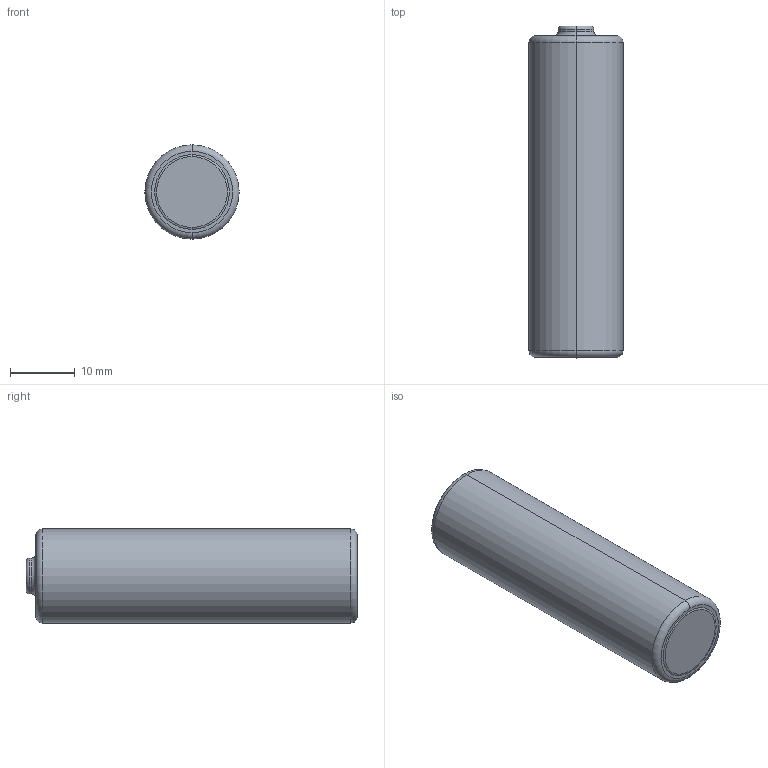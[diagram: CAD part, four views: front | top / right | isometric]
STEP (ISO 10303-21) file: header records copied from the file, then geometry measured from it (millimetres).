
FILE_DESCRIPTION (( 'STEP AP214' ), '1' );
FILE_NAME ('Studio-R4 CAD Props_Battery-AA.STEP', '2022-12-18T05:53:34', ( '' ), ( '' ), 'SwSTEP 2.0', 'SolidWorks 2020', '' );
FILE_SCHEMA (( 'AUTOMOTIVE_DESIGN' ));
Length unit declared in the file: millimetre
Products named in the file (1): Studio-R4 CAD Props_Battery-AA
Bounding box: 14.5 x 51.1 x 14.5 mm (x, y, z)
Volume: 8199.3 mm3; surface area: 3011.9 mm2
Topology: 3 solids, 3 shells, 36 faces, 66 edges, 40 vertices
Faces by surface type: torus 14, cylinder 12, plane 10
Entity records: 960 total; most frequent: DIRECTION 194, CARTESIAN_POINT 143, ORIENTED_EDGE 132, AXIS2_PLACEMENT_3D 91, EDGE_CURVE 66, CIRCLE 54, VERTEX_POINT 40, EDGE_LOOP 40
